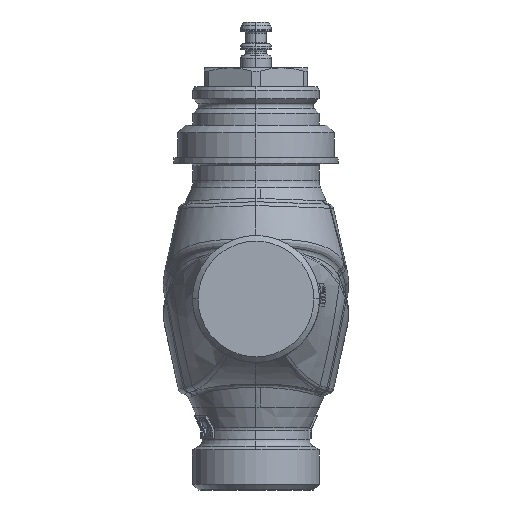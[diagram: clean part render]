
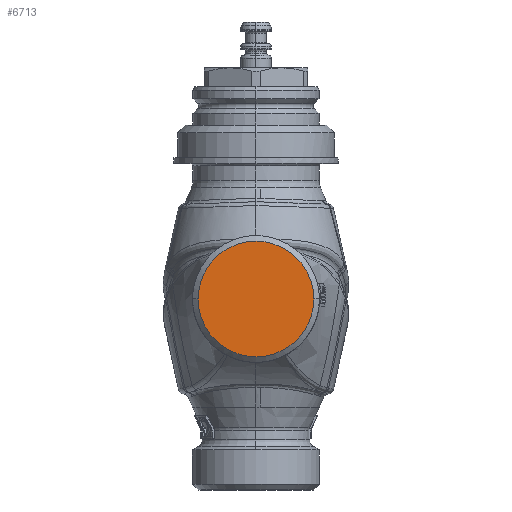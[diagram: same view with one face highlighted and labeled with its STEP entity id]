
A CAD part, left-side view. The second image highlights one B-rep face of the part: STEP entity #6713.
In plain terms, the highlighted planar face has unit normal (-1, 0, 0).
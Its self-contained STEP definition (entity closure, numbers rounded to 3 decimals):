
#6626=CARTESIAN_POINT('Axis2P3D Location',(-50.,0.,0.)) ;
#6632=CARTESIAN_POINT('Control Point',(-50.,0.,15.125)) ;
#6633=CARTESIAN_POINT('Control Point',(-50.,1.345,15.125)) ;
#6634=CARTESIAN_POINT('Control Point',(-50.,2.69,14.975)) ;
#6635=CARTESIAN_POINT('Control Point',(-50.,4.013,14.676)) ;
#6636=CARTESIAN_POINT('Control Point',(-50.,6.741,13.73)) ;
#6637=CARTESIAN_POINT('Control Point',(-50.,9.176,12.169)) ;
#6638=CARTESIAN_POINT('Control Point',(-50.,10.357,11.181)) ;
#6639=CARTESIAN_POINT('Control Point',(-50.,12.446,8.928)) ;
#6640=CARTESIAN_POINT('Control Point',(-50.,13.911,6.227)) ;
#6641=CARTESIAN_POINT('Control Point',(-50.,14.468,4.791)) ;
#6642=CARTESIAN_POINT('Control Point',(-50.,14.926,2.95)) ;
#6643=CARTESIAN_POINT('Control Point',(-50.,15.093,1.074)) ;
#6644=CARTESIAN_POINT('Control Point',(-50.,15.114,0.716)) ;
#6645=CARTESIAN_POINT('Control Point',(-50.,15.125,0.358)) ;
#6646=CARTESIAN_POINT('Control Point',(-50.,15.125,0.)) ;
#6647=CARTESIAN_POINT('Vertex',(-50.,0.,15.125)) ;
#6649=CARTESIAN_POINT('Vertex',(-50.,15.125,0.)) ;
#6653=CARTESIAN_POINT('Control Point',(-50.,15.125,0.)) ;
#6654=CARTESIAN_POINT('Control Point',(-50.,15.125,-1.524)) ;
#6655=CARTESIAN_POINT('Control Point',(-50.,14.933,-3.048)) ;
#6656=CARTESIAN_POINT('Control Point',(-50.,14.549,-4.54)) ;
#6657=CARTESIAN_POINT('Control Point',(-50.,13.413,-7.395)) ;
#6658=CARTESIAN_POINT('Control Point',(-50.,11.605,-9.879)) ;
#6659=CARTESIAN_POINT('Control Point',(-50.,10.549,-11.001)) ;
#6660=CARTESIAN_POINT('Control Point',(-50.,8.176,-12.952)) ;
#6661=CARTESIAN_POINT('Control Point',(-50.,5.393,-14.255)) ;
#6662=CARTESIAN_POINT('Control Point',(-50.,3.926,-14.727)) ;
#6663=CARTESIAN_POINT('Control Point',(-50.,2.239,-15.041)) ;
#6664=CARTESIAN_POINT('Control Point',(-50.,0.537,-15.117)) ;
#6665=CARTESIAN_POINT('Control Point',(-50.,0.358,-15.122)) ;
#6666=CARTESIAN_POINT('Control Point',(-50.,0.179,-15.125)) ;
#6667=CARTESIAN_POINT('Control Point',(-50.,0.,-15.125)) ;
#6668=CARTESIAN_POINT('Vertex',(-50.,0.,-15.125)) ;
#6672=CARTESIAN_POINT('Control Point',(-50.,0.,-15.125)) ;
#6673=CARTESIAN_POINT('Control Point',(-50.,-1.345,-15.125)) ;
#6674=CARTESIAN_POINT('Control Point',(-50.,-2.69,-14.975)) ;
#6675=CARTESIAN_POINT('Control Point',(-50.,-4.013,-14.676)) ;
#6676=CARTESIAN_POINT('Control Point',(-50.,-6.741,-13.73)) ;
#6677=CARTESIAN_POINT('Control Point',(-50.,-9.176,-12.169)) ;
#6678=CARTESIAN_POINT('Control Point',(-50.,-10.357,-11.181)) ;
#6679=CARTESIAN_POINT('Control Point',(-50.,-12.446,-8.928)) ;
#6680=CARTESIAN_POINT('Control Point',(-50.,-13.911,-6.227)) ;
#6681=CARTESIAN_POINT('Control Point',(-50.,-14.468,-4.791)) ;
#6682=CARTESIAN_POINT('Control Point',(-50.,-14.926,-2.95)) ;
#6683=CARTESIAN_POINT('Control Point',(-50.,-15.093,-1.074)) ;
#6684=CARTESIAN_POINT('Control Point',(-50.,-15.114,-0.716)) ;
#6685=CARTESIAN_POINT('Control Point',(-50.,-15.125,-0.358)) ;
#6686=CARTESIAN_POINT('Control Point',(-50.,-15.125,0.)) ;
#6687=CARTESIAN_POINT('Vertex',(-50.,-15.125,0.)) ;
#6691=CARTESIAN_POINT('Control Point',(-50.,-15.125,0.)) ;
#6692=CARTESIAN_POINT('Control Point',(-50.,-15.125,1.524)) ;
#6693=CARTESIAN_POINT('Control Point',(-50.,-14.933,3.048)) ;
#6694=CARTESIAN_POINT('Control Point',(-50.,-14.549,4.54)) ;
#6695=CARTESIAN_POINT('Control Point',(-50.,-13.413,7.395)) ;
#6696=CARTESIAN_POINT('Control Point',(-50.,-11.605,9.879)) ;
#6697=CARTESIAN_POINT('Control Point',(-50.,-10.549,11.001)) ;
#6698=CARTESIAN_POINT('Control Point',(-50.,-8.176,12.952)) ;
#6699=CARTESIAN_POINT('Control Point',(-50.,-5.393,14.255)) ;
#6700=CARTESIAN_POINT('Control Point',(-50.,-3.926,14.727)) ;
#6701=CARTESIAN_POINT('Control Point',(-50.,-2.239,15.041)) ;
#6702=CARTESIAN_POINT('Control Point',(-50.,-0.537,15.117)) ;
#6703=CARTESIAN_POINT('Control Point',(-50.,-0.358,15.122)) ;
#6704=CARTESIAN_POINT('Control Point',(-50.,-0.179,15.125)) ;
#6705=CARTESIAN_POINT('Control Point',(-50.,0.,15.125)) ;
#6627=DIRECTION('Axis2P3D Direction',(1.,0.,0.)) ;
#6628=DIRECTION('Axis2P3D XDirection',(0.,1.,0.)) ;
#6629=AXIS2_PLACEMENT_3D('Plane Axis2P3D',#6626,#6627,#6628) ;
#6630=PLANE('',#6629) ;
#6651=EDGE_CURVE('',#6648,#6650,#6631,.T.) ;
#6670=EDGE_CURVE('',#6650,#6669,#6652,.T.) ;
#6689=EDGE_CURVE('',#6669,#6688,#6671,.T.) ;
#6706=EDGE_CURVE('',#6688,#6648,#6690,.T.) ;
#6708=ORIENTED_EDGE('',*,*,#6651,.T.) ;
#6709=ORIENTED_EDGE('',*,*,#6670,.T.) ;
#6710=ORIENTED_EDGE('',*,*,#6689,.T.) ;
#6711=ORIENTED_EDGE('',*,*,#6706,.T.) ;
#6707=EDGE_LOOP('',(#6708,#6709,#6710,#6711)) ;
#6648=VERTEX_POINT('',#6647) ;
#6650=VERTEX_POINT('',#6649) ;
#6669=VERTEX_POINT('',#6668) ;
#6688=VERTEX_POINT('',#6687) ;
#6713=ADVANCED_FACE('PartBody',(#6712),#6630,.F.) ;
#6631=B_SPLINE_CURVE_WITH_KNOTS('',5,(#6632,#6633,#6634,#6635,#6636,#6637,#6638,#6639,#6640,#6641,#6642,#6643,#6644,#6645,#6646),.UNSPECIFIED.,.F.,.U.,(6,3,3,3,6),(33.599,43.111,53.888,64.666,67.197),.UNSPECIFIED.) ;
#6652=B_SPLINE_CURVE_WITH_KNOTS('',5,(#6653,#6654,#6655,#6656,#6657,#6658,#6659,#6660,#6661,#6662,#6663,#6664,#6665,#6666,#6667),.UNSPECIFIED.,.F.,.U.,(6,3,3,3,6),(0.,10.778,21.555,32.333,33.599),.UNSPECIFIED.) ;
#6671=B_SPLINE_CURVE_WITH_KNOTS('',5,(#6672,#6673,#6674,#6675,#6676,#6677,#6678,#6679,#6680,#6681,#6682,#6683,#6684,#6685,#6686),.UNSPECIFIED.,.F.,.U.,(6,3,3,3,6),(33.599,43.111,53.888,64.666,67.197),.UNSPECIFIED.) ;
#6690=B_SPLINE_CURVE_WITH_KNOTS('',5,(#6691,#6692,#6693,#6694,#6695,#6696,#6697,#6698,#6699,#6700,#6701,#6702,#6703,#6704,#6705),.UNSPECIFIED.,.F.,.U.,(6,3,3,3,6),(0.,10.778,21.555,32.333,33.599),.UNSPECIFIED.) ;
#6712=FACE_OUTER_BOUND('',#6707,.T.) ;
